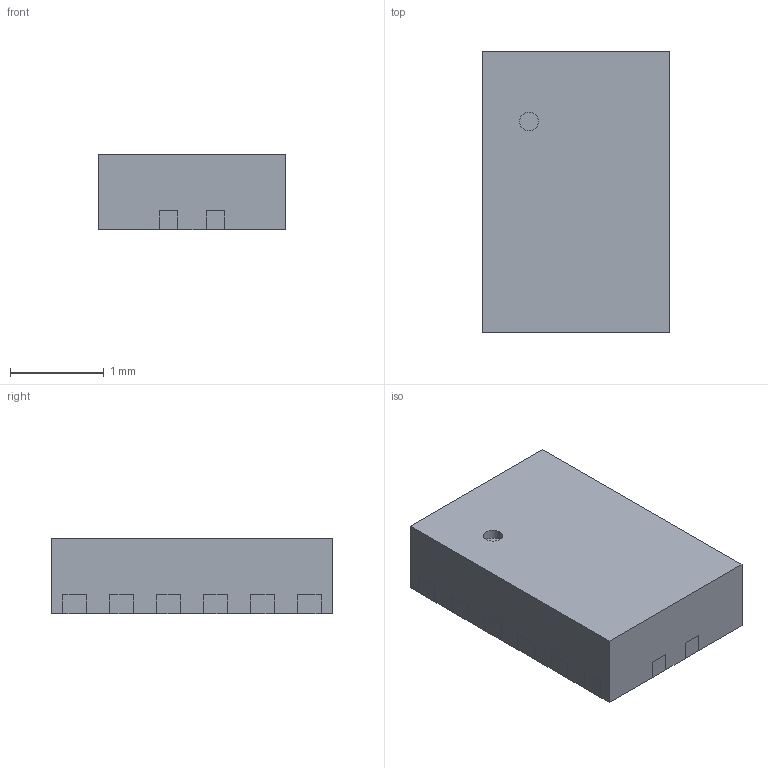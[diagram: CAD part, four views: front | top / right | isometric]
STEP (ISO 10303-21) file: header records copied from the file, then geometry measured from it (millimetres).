
FILE_DESCRIPTION(('FreeCAD Model'),'2;1');
FILE_NAME( 'WSON_12_1EP_3x2mm_P0_5mm_EP1x2_65.step', '2020-10-02T20:51:29',('kicad StepUp'),('ksu MCAD'), 'Open CASCADE STEP processor 7.3','FreeCAD','Unknown');
FILE_SCHEMA(('AUTOMOTIVE_DESIGN { 1 0 10303 214 1 1 1 1 }'));
Length unit declared in the file: millimetre
Products named in the file (1): WSON_12_1EP_3x2mm_P0_5mm_EP1x2_65
Bounding box: 2 x 3 x 0.8 mm (x, y, z)
Volume: 4.8 mm3; surface area: 20.1 mm2
Topology: 1 solids, 1 shells, 58 faces, 217 edges, 162 vertices
Faces by surface type: plane 57, cylinder 1
Full cylindrical faces by diameter (mm): 0.2 x1
Entity records: 2764 total; most frequent: CARTESIAN_POINT 438, ORIENTED_EDGE 434, DIRECTION 363, EDGE_CURVE 217, LINE 189, VECTOR 189, VERTEX_POINT 162, AXIS2_PLACEMENT_3D 87
